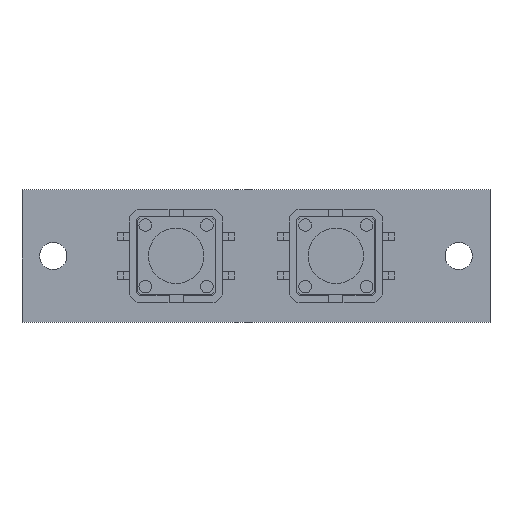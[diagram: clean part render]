
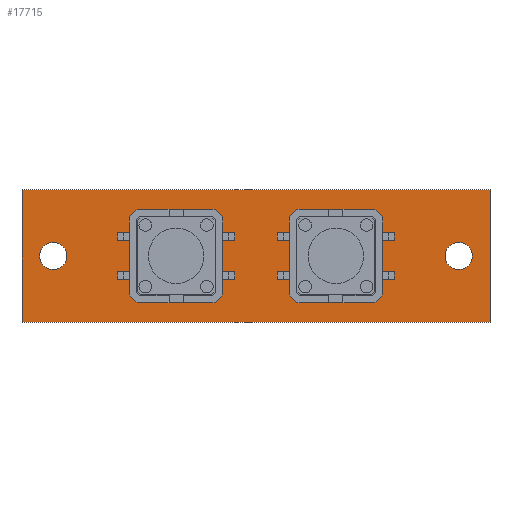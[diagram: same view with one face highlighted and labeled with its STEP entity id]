
A CAD part, top view. The second image highlights one B-rep face of the part: STEP entity #17715.
In plain terms, the highlighted planar face has unit normal (0, 0, 1).
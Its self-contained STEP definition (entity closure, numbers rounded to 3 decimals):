
#17358 = VERTEX_POINT('',#17359);
#17359 = CARTESIAN_POINT('',(55.,-147.25,1.6));
#17366 = PLANE('',#17367);
#17367 = AXIS2_PLACEMENT_3D('',#17368,#17369,#17370);
#17368 = CARTESIAN_POINT('',(55.,-147.25,0.));
#17369 = DIRECTION('',(-1.,0.,0.));
#17370 = DIRECTION('',(0.,1.,0.));
#17378 = PLANE('',#17379);
#17379 = AXIS2_PLACEMENT_3D('',#17380,#17381,#17382);
#17380 = CARTESIAN_POINT('',(115.,-147.25,0.));
#17381 = DIRECTION('',(0.,-1.,0.));
#17382 = DIRECTION('',(-1.,0.,0.));
#17390 = EDGE_CURVE('',#17358,#17391,#17393,.T.);
#17391 = VERTEX_POINT('',#17392);
#17392 = CARTESIAN_POINT('',(55.,-130.25,1.6));
#17393 = SURFACE_CURVE('',#17394,(#17398,#17405),.PCURVE_S1.);
#17394 = LINE('',#17395,#17396);
#17395 = CARTESIAN_POINT('',(55.,-147.25,1.6));
#17396 = VECTOR('',#17397,1.);
#17397 = DIRECTION('',(0.,1.,0.));
#17398 = PCURVE('',#17366,#17399);
#17399 = DEFINITIONAL_REPRESENTATION('',(#17400),#17404);
#17400 = LINE('',#17401,#17402);
#17401 = CARTESIAN_POINT('',(0.,-1.6));
#17402 = VECTOR('',#17403,1.);
#17403 = DIRECTION('',(1.,0.));
#17404 = ( GEOMETRIC_REPRESENTATION_CONTEXT(2) 
PARAMETRIC_REPRESENTATION_CONTEXT() REPRESENTATION_CONTEXT('2D SPACE',''
  ) );
#17405 = PCURVE('',#17406,#17411);
#17406 = PLANE('',#17407);
#17407 = AXIS2_PLACEMENT_3D('',#17408,#17409,#17410);
#17408 = CARTESIAN_POINT('',(85.,-138.75,1.6));
#17409 = DIRECTION('',(0.,0.,-1.));
#17410 = DIRECTION('',(-1.,0.,0.));
#17411 = DEFINITIONAL_REPRESENTATION('',(#17412),#17416);
#17412 = LINE('',#17413,#17414);
#17413 = CARTESIAN_POINT('',(30.,-8.5));
#17414 = VECTOR('',#17415,1.);
#17415 = DIRECTION('',(0.,1.));
#17416 = ( GEOMETRIC_REPRESENTATION_CONTEXT(2) 
PARAMETRIC_REPRESENTATION_CONTEXT() REPRESENTATION_CONTEXT('2D SPACE',''
  ) );
#17434 = PLANE('',#17435);
#17435 = AXIS2_PLACEMENT_3D('',#17436,#17437,#17438);
#17436 = CARTESIAN_POINT('',(55.,-130.25,0.));
#17437 = DIRECTION('',(0.,1.,0.));
#17438 = DIRECTION('',(1.,0.,0.));
#17478 = VERTEX_POINT('',#17479);
#17479 = CARTESIAN_POINT('',(115.,-147.25,1.6));
#17493 = PLANE('',#17494);
#17494 = AXIS2_PLACEMENT_3D('',#17495,#17496,#17497);
#17495 = CARTESIAN_POINT('',(115.,-130.25,0.));
#17496 = DIRECTION('',(1.,0.,0.));
#17497 = DIRECTION('',(0.,-1.,0.));
#17505 = EDGE_CURVE('',#17478,#17358,#17506,.T.);
#17506 = SURFACE_CURVE('',#17507,(#17511,#17518),.PCURVE_S1.);
#17507 = LINE('',#17508,#17509);
#17508 = CARTESIAN_POINT('',(115.,-147.25,1.6));
#17509 = VECTOR('',#17510,1.);
#17510 = DIRECTION('',(-1.,0.,0.));
#17511 = PCURVE('',#17378,#17512);
#17512 = DEFINITIONAL_REPRESENTATION('',(#17513),#17517);
#17513 = LINE('',#17514,#17515);
#17514 = CARTESIAN_POINT('',(0.,-1.6));
#17515 = VECTOR('',#17516,1.);
#17516 = DIRECTION('',(1.,0.));
#17517 = ( GEOMETRIC_REPRESENTATION_CONTEXT(2) 
PARAMETRIC_REPRESENTATION_CONTEXT() REPRESENTATION_CONTEXT('2D SPACE',''
  ) );
#17518 = PCURVE('',#17406,#17519);
#17519 = DEFINITIONAL_REPRESENTATION('',(#17520),#17524);
#17520 = LINE('',#17521,#17522);
#17521 = CARTESIAN_POINT('',(-30.,-8.5));
#17522 = VECTOR('',#17523,1.);
#17523 = DIRECTION('',(1.,0.));
#17524 = ( GEOMETRIC_REPRESENTATION_CONTEXT(2) 
PARAMETRIC_REPRESENTATION_CONTEXT() REPRESENTATION_CONTEXT('2D SPACE',''
  ) );
#17552 = EDGE_CURVE('',#17391,#17553,#17555,.T.);
#17553 = VERTEX_POINT('',#17554);
#17554 = CARTESIAN_POINT('',(115.,-130.25,1.6));
#17555 = SURFACE_CURVE('',#17556,(#17560,#17567),.PCURVE_S1.);
#17556 = LINE('',#17557,#17558);
#17557 = CARTESIAN_POINT('',(55.,-130.25,1.6));
#17558 = VECTOR('',#17559,1.);
#17559 = DIRECTION('',(1.,0.,0.));
#17560 = PCURVE('',#17434,#17561);
#17561 = DEFINITIONAL_REPRESENTATION('',(#17562),#17566);
#17562 = LINE('',#17563,#17564);
#17563 = CARTESIAN_POINT('',(0.,-1.6));
#17564 = VECTOR('',#17565,1.);
#17565 = DIRECTION('',(1.,0.));
#17566 = ( GEOMETRIC_REPRESENTATION_CONTEXT(2) 
PARAMETRIC_REPRESENTATION_CONTEXT() REPRESENTATION_CONTEXT('2D SPACE',''
  ) );
#17567 = PCURVE('',#17406,#17568);
#17568 = DEFINITIONAL_REPRESENTATION('',(#17569),#17573);
#17569 = LINE('',#17570,#17571);
#17570 = CARTESIAN_POINT('',(30.,8.5));
#17571 = VECTOR('',#17572,1.);
#17572 = DIRECTION('',(-1.,0.));
#17573 = ( GEOMETRIC_REPRESENTATION_CONTEXT(2) 
PARAMETRIC_REPRESENTATION_CONTEXT() REPRESENTATION_CONTEXT('2D SPACE',''
  ) );
#17669 = CYLINDRICAL_SURFACE('',#17670,1.75);
#17670 = AXIS2_PLACEMENT_3D('',#17671,#17672,#17673);
#17671 = CARTESIAN_POINT('',(111.,-138.75,0.));
#17672 = DIRECTION('',(0.,0.,-1.));
#17673 = DIRECTION('',(1.,0.,0.));
#17704 = CYLINDRICAL_SURFACE('',#17705,1.75);
#17705 = AXIS2_PLACEMENT_3D('',#17706,#17707,#17708);
#17706 = CARTESIAN_POINT('',(59.,-138.75,0.));
#17707 = DIRECTION('',(0.,0.,-1.));
#17708 = DIRECTION('',(1.,0.,0.));
#17715 = ADVANCED_FACE('',(#17716,#17742,#17772),#17406,.F.);
#17716 = FACE_BOUND('',#17717,.F.);
#17717 = EDGE_LOOP('',(#17718,#17719,#17720,#17741));
#17718 = ORIENTED_EDGE('',*,*,#17390,.T.);
#17719 = ORIENTED_EDGE('',*,*,#17552,.T.);
#17720 = ORIENTED_EDGE('',*,*,#17721,.T.);
#17721 = EDGE_CURVE('',#17553,#17478,#17722,.T.);
#17722 = SURFACE_CURVE('',#17723,(#17727,#17734),.PCURVE_S1.);
#17723 = LINE('',#17724,#17725);
#17724 = CARTESIAN_POINT('',(115.,-130.25,1.6));
#17725 = VECTOR('',#17726,1.);
#17726 = DIRECTION('',(0.,-1.,0.));
#17727 = PCURVE('',#17406,#17728);
#17728 = DEFINITIONAL_REPRESENTATION('',(#17729),#17733);
#17729 = LINE('',#17730,#17731);
#17730 = CARTESIAN_POINT('',(-30.,8.5));
#17731 = VECTOR('',#17732,1.);
#17732 = DIRECTION('',(0.,-1.));
#17733 = ( GEOMETRIC_REPRESENTATION_CONTEXT(2) 
PARAMETRIC_REPRESENTATION_CONTEXT() REPRESENTATION_CONTEXT('2D SPACE',''
  ) );
#17734 = PCURVE('',#17493,#17735);
#17735 = DEFINITIONAL_REPRESENTATION('',(#17736),#17740);
#17736 = LINE('',#17737,#17738);
#17737 = CARTESIAN_POINT('',(0.,-1.6));
#17738 = VECTOR('',#17739,1.);
#17739 = DIRECTION('',(1.,0.));
#17740 = ( GEOMETRIC_REPRESENTATION_CONTEXT(2) 
PARAMETRIC_REPRESENTATION_CONTEXT() REPRESENTATION_CONTEXT('2D SPACE',''
  ) );
#17741 = ORIENTED_EDGE('',*,*,#17505,.T.);
#17742 = FACE_BOUND('',#17743,.F.);
#17743 = EDGE_LOOP('',(#17744));
#17744 = ORIENTED_EDGE('',*,*,#17745,.T.);
#17745 = EDGE_CURVE('',#17746,#17746,#17748,.T.);
#17746 = VERTEX_POINT('',#17747);
#17747 = CARTESIAN_POINT('',(60.75,-138.75,1.6));
#17748 = SURFACE_CURVE('',#17749,(#17754,#17765),.PCURVE_S1.);
#17749 = CIRCLE('',#17750,1.75);
#17750 = AXIS2_PLACEMENT_3D('',#17751,#17752,#17753);
#17751 = CARTESIAN_POINT('',(59.,-138.75,1.6));
#17752 = DIRECTION('',(0.,0.,1.));
#17753 = DIRECTION('',(1.,0.,0.));
#17754 = PCURVE('',#17406,#17755);
#17755 = DEFINITIONAL_REPRESENTATION('',(#17756),#17764);
#17756 = ( BOUNDED_CURVE() B_SPLINE_CURVE(2,(#17757,#17758,#17759,#17760
    ,#17761,#17762,#17763),.UNSPECIFIED.,.T.,.F.) 
B_SPLINE_CURVE_WITH_KNOTS((1,2,2,2,2,1),(-2.094,0.,
    2.094,4.189,6.283,8.378),
.UNSPECIFIED.) CURVE() GEOMETRIC_REPRESENTATION_ITEM() 
RATIONAL_B_SPLINE_CURVE((1.,0.5,1.,0.5,1.,0.5,1.)) REPRESENTATION_ITEM(
  '') );
#17757 = CARTESIAN_POINT('',(24.25,0.));
#17758 = CARTESIAN_POINT('',(24.25,3.031));
#17759 = CARTESIAN_POINT('',(26.875,1.516));
#17760 = CARTESIAN_POINT('',(29.5,0.));
#17761 = CARTESIAN_POINT('',(26.875,-1.516));
#17762 = CARTESIAN_POINT('',(24.25,-3.031));
#17763 = CARTESIAN_POINT('',(24.25,0.));
#17764 = ( GEOMETRIC_REPRESENTATION_CONTEXT(2) 
PARAMETRIC_REPRESENTATION_CONTEXT() REPRESENTATION_CONTEXT('2D SPACE',''
  ) );
#17765 = PCURVE('',#17704,#17766);
#17766 = DEFINITIONAL_REPRESENTATION('',(#17767),#17771);
#17767 = LINE('',#17768,#17769);
#17768 = CARTESIAN_POINT('',(0.,-1.6));
#17769 = VECTOR('',#17770,1.);
#17770 = DIRECTION('',(-1.,0.));
#17771 = ( GEOMETRIC_REPRESENTATION_CONTEXT(2) 
PARAMETRIC_REPRESENTATION_CONTEXT() REPRESENTATION_CONTEXT('2D SPACE',''
  ) );
#17772 = FACE_BOUND('',#17773,.F.);
#17773 = EDGE_LOOP('',(#17774));
#17774 = ORIENTED_EDGE('',*,*,#17775,.T.);
#17775 = EDGE_CURVE('',#17776,#17776,#17778,.T.);
#17776 = VERTEX_POINT('',#17777);
#17777 = CARTESIAN_POINT('',(112.75,-138.75,1.6));
#17778 = SURFACE_CURVE('',#17779,(#17784,#17795),.PCURVE_S1.);
#17779 = CIRCLE('',#17780,1.75);
#17780 = AXIS2_PLACEMENT_3D('',#17781,#17782,#17783);
#17781 = CARTESIAN_POINT('',(111.,-138.75,1.6));
#17782 = DIRECTION('',(0.,0.,1.));
#17783 = DIRECTION('',(1.,0.,0.));
#17784 = PCURVE('',#17406,#17785);
#17785 = DEFINITIONAL_REPRESENTATION('',(#17786),#17794);
#17786 = ( BOUNDED_CURVE() B_SPLINE_CURVE(2,(#17787,#17788,#17789,#17790
    ,#17791,#17792,#17793),.UNSPECIFIED.,.T.,.F.) 
B_SPLINE_CURVE_WITH_KNOTS((1,2,2,2,2,1),(-2.094,0.,
    2.094,4.189,6.283,8.378),
.UNSPECIFIED.) CURVE() GEOMETRIC_REPRESENTATION_ITEM() 
RATIONAL_B_SPLINE_CURVE((1.,0.5,1.,0.5,1.,0.5,1.)) REPRESENTATION_ITEM(
  '') );
#17787 = CARTESIAN_POINT('',(-27.75,0.));
#17788 = CARTESIAN_POINT('',(-27.75,3.031));
#17789 = CARTESIAN_POINT('',(-25.125,1.516));
#17790 = CARTESIAN_POINT('',(-22.5,0.));
#17791 = CARTESIAN_POINT('',(-25.125,-1.516));
#17792 = CARTESIAN_POINT('',(-27.75,-3.031));
#17793 = CARTESIAN_POINT('',(-27.75,0.));
#17794 = ( GEOMETRIC_REPRESENTATION_CONTEXT(2) 
PARAMETRIC_REPRESENTATION_CONTEXT() REPRESENTATION_CONTEXT('2D SPACE',''
  ) );
#17795 = PCURVE('',#17669,#17796);
#17796 = DEFINITIONAL_REPRESENTATION('',(#17797),#17801);
#17797 = LINE('',#17798,#17799);
#17798 = CARTESIAN_POINT('',(0.,-1.6));
#17799 = VECTOR('',#17800,1.);
#17800 = DIRECTION('',(-1.,0.));
#17801 = ( GEOMETRIC_REPRESENTATION_CONTEXT(2) 
PARAMETRIC_REPRESENTATION_CONTEXT() REPRESENTATION_CONTEXT('2D SPACE',''
  ) );
